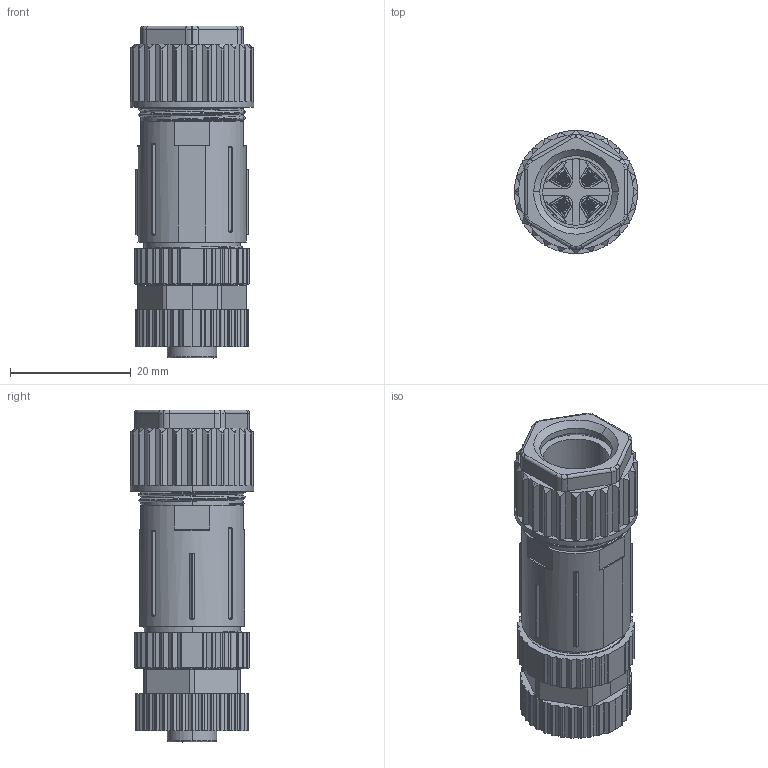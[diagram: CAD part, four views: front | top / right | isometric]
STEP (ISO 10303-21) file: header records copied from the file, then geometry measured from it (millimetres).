
FILE_DESCRIPTION (( 'STEP AP214' ), '1' );
FILE_NAME ('M12PFT4TF_3D.step', '2024-11-11T16:31:58', ( '' ), ( '' ), 'SwSTEP 2.0', 'SolidWorks 2022', '' );
FILE_SCHEMA (( 'AUTOMOTIVE_DESIGN' ));
Length unit declared in the file: inch
Products named in the file (1): M12PFT4TF_3D
Bounding box: 20.4 x 20.4 x 55 mm (x, y, z)
Volume: 8853.7 mm3; surface area: 13166.3 mm2
Topology: 5 solids, 5 shells, 2241 faces, 6195 edges, 3948 vertices
Faces by surface type: plane 990, cylinder 749, bspline 343, cone 157, torus 2
Entity records: 129751 total; most frequent: CARTESIAN_POINT 77266, ORIENTED_EDGE 12338, DIRECTION 8805, EDGE_CURVE 6169, VERTEX_POINT 3947, LINE 3007, VECTOR 3007, AXIS2_PLACEMENT_3D 2899
